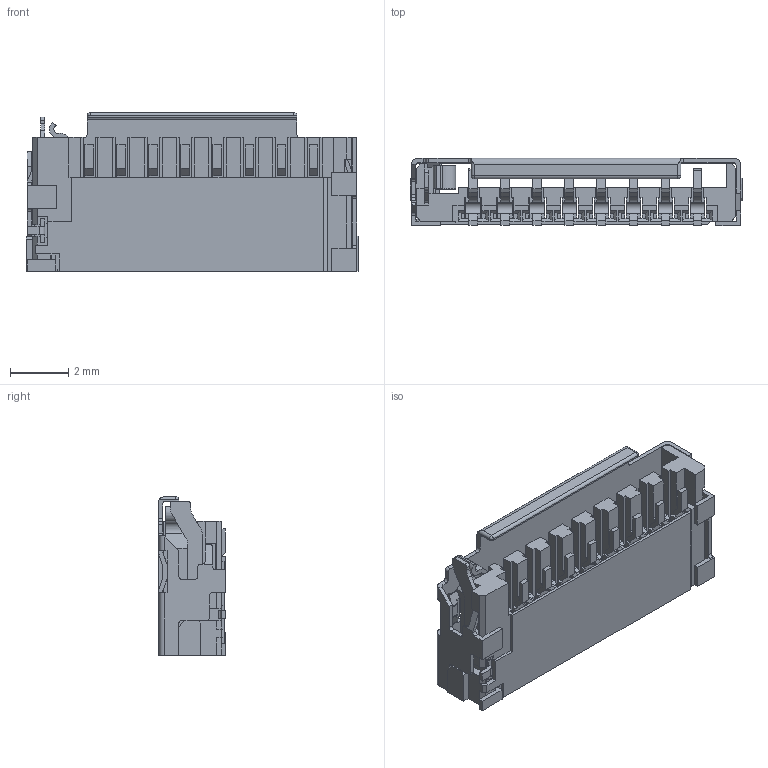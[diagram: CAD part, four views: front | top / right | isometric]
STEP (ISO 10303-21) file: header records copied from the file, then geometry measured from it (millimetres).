
FILE_DESCRIPTION((''),'2;1');
FILE_NAME('475710001','2015-11-24T',('gga'),(''),'PRO/ENGINEER BY PARAMETRIC TECHNOLOGY CORPORATION, 2011490','PRO/ENGINEER BY PARAMETRIC TECHNOLOGY CORPORATION, 2011490','');
FILE_SCHEMA(('CONFIG_CONTROL_DESIGN'));
Length unit declared in the file: millimetre
Products named in the file (1): 475710001
Bounding box: 11.4 x 2.3 x 5.45 mm (x, y, z)
Volume: 52.2 mm3; surface area: 444.5 mm2
Topology: 1 solids, 1 shells, 680 faces, 2119 edges, 1397 vertices
Faces by surface type: plane 574, cylinder 104, sphere 2
Entity records: 23218 total; most frequent: CARTESIAN_POINT 4178, ORIENTED_EDGE 4134, DIRECTION 3679, EDGE_CURVE 2067, VECTOR 1905, LINE 1905, VERTEX_POINT 1345, AXIS2_PLACEMENT_3D 887
